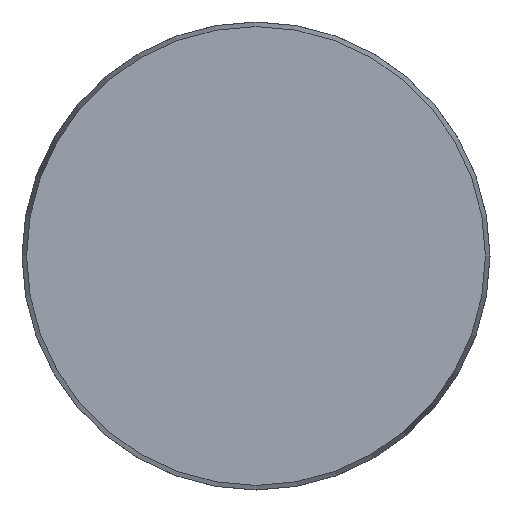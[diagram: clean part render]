
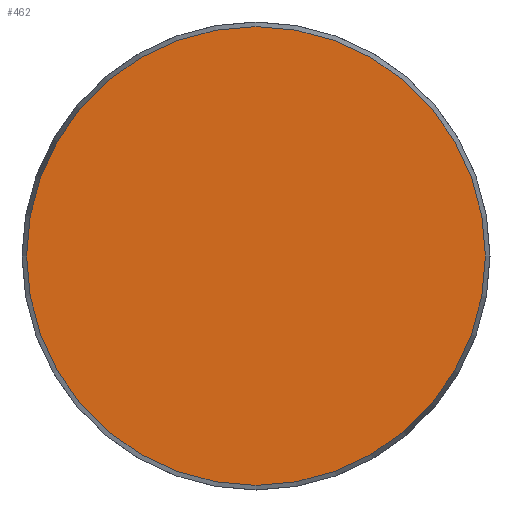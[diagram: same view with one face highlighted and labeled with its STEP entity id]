
A CAD part, front view. The second image highlights one B-rep face of the part: STEP entity #462.
In plain terms, the highlighted planar face has unit normal (0, -1, 0).
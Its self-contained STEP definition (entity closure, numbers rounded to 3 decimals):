
#18 = FACE_OUTER_BOUND ( 'NONE', #539, .T. ) ;
#39 = DIRECTION ( 'NONE',  ( 0., 1., 0. ) ) ;
#123 = DIRECTION ( 'NONE',  ( 0., 0., 1. ) ) ;
#132 = AXIS2_PLACEMENT_3D ( 'NONE', #333, #39, #123 ) ;
#159 = AXIS2_PLACEMENT_3D ( 'NONE', #355, #474, #395 ) ;
#165 = EDGE_CURVE ( 'NONE', #296, #296, #528, .T. ) ;
#184 = PLANE ( 'NONE',  #132 ) ;
#293 = CARTESIAN_POINT ( 'NONE',  ( 0., 0., -28.425 ) ) ;
#296 = VERTEX_POINT ( 'NONE', #293 ) ;
#333 = CARTESIAN_POINT ( 'NONE',  ( -28.425, 0., 0. ) ) ;
#355 = CARTESIAN_POINT ( 'NONE',  ( 0., 0., 0. ) ) ;
#395 = DIRECTION ( 'NONE',  ( 0., 0., -1. ) ) ;
#462 = ADVANCED_FACE ( 'NONE', ( #18 ), #184, .F. ) ;
#474 = DIRECTION ( 'NONE',  ( 0., -1., 0. ) ) ;
#525 = ORIENTED_EDGE ( 'NONE', *, *, #165, .T. ) ;
#528 = CIRCLE ( 'NONE', #159, 28.425 ) ;
#539 = EDGE_LOOP ( 'NONE', ( #525 ) ) ;
